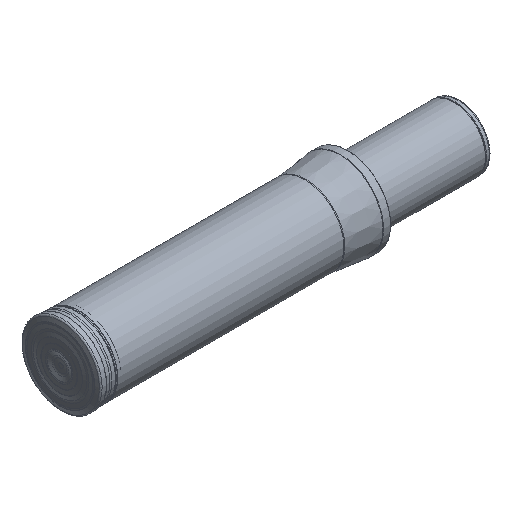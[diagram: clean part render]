
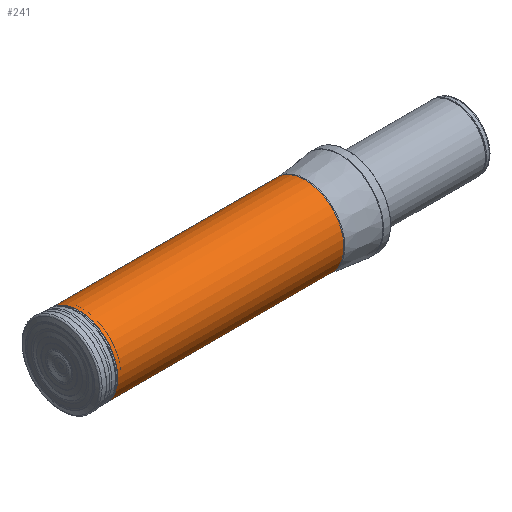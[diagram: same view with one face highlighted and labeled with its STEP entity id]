
A CAD part, isometric view. The second image highlights one B-rep face of the part: STEP entity #241.
In plain terms, the highlighted cylindrical face has radius 24.5 mm (diameter 49 mm), a full revolution.
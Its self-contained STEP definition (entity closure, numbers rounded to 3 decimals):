
#223=CYLINDRICAL_SURFACE('',#949,24.5);
#241=ADVANCED_FACE('',(#334,#335),#223,.T.);
#334=FACE_BOUND('',#467,.T.);
#335=FACE_BOUND('',#468,.T.);
#467=EDGE_LOOP('',(#603));
#468=EDGE_LOOP('',(#604));
#603=ORIENTED_EDGE('',*,*,#791,.T.);
#604=ORIENTED_EDGE('',*,*,#790,.F.);
#722=VERTEX_POINT('',#1318);
#723=VERTEX_POINT('',#1321);
#790=EDGE_CURVE('',#722,#722,#858,.T.);
#791=EDGE_CURVE('',#723,#723,#859,.T.);
#858=CIRCLE('',#946,24.5);
#859=CIRCLE('',#948,24.5);
#946=AXIS2_PLACEMENT_3D('',#1317,#1074,#1075);
#948=AXIS2_PLACEMENT_3D('',#1320,#1078,#1079);
#949=AXIS2_PLACEMENT_3D('',#1322,#1080,#1081);
#1074=DIRECTION('',(1.,0.,0.));
#1075=DIRECTION('',(0.,0.,1.));
#1078=DIRECTION('',(1.,0.,0.));
#1079=DIRECTION('',(0.,0.,1.));
#1080=DIRECTION('',(-1.,0.,0.));
#1081=DIRECTION('',(0.,0.,1.));
#1317=CARTESIAN_POINT('',(154.717,0.,0.));
#1318=CARTESIAN_POINT('',(154.717,0.,24.5));
#1320=CARTESIAN_POINT('',(11.,0.,0.));
#1321=CARTESIAN_POINT('',(11.,0.,24.5));
#1322=CARTESIAN_POINT('',(0.,0.,0.));
